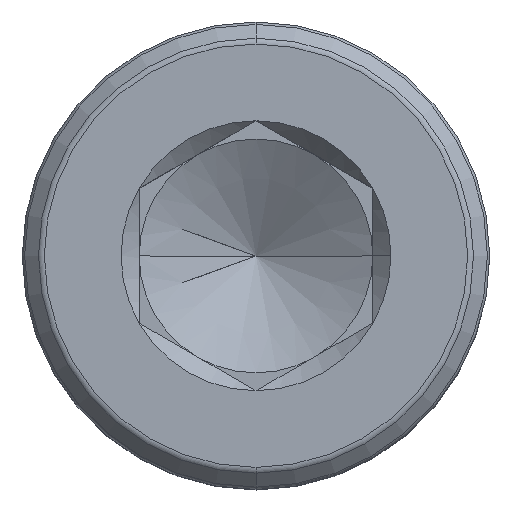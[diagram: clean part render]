
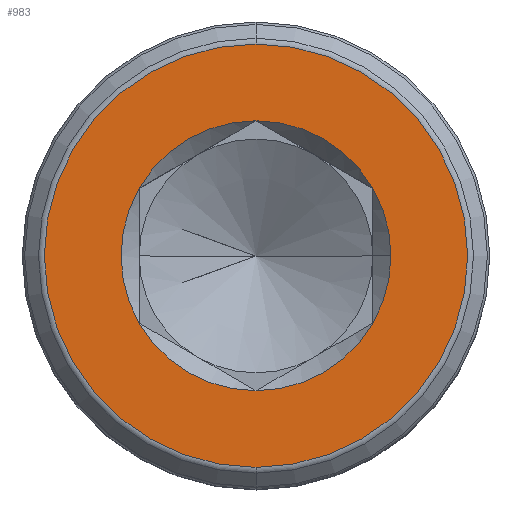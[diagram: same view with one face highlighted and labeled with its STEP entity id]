
A CAD part, top view. The second image highlights one B-rep face of the part: STEP entity #983.
In plain terms, the highlighted planar face has unit normal (0, 0, 1).
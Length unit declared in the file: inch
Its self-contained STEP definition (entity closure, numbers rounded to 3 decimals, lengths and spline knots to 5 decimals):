
#26 = VERTEX_POINT ( 'NONE', #599 ) ;
#29 = DIRECTION ( 'NONE',  ( 0., 0., 1. ) ) ;
#38 = CARTESIAN_POINT ( 'NONE',  ( 0., 0., 0.875 ) ) ;
#61 = ORIENTED_EDGE ( 'NONE', *, *, #302, .F. ) ;
#65 = AXIS2_PLACEMENT_3D ( 'NONE', #630, #29, #107 ) ;
#69 = EDGE_CURVE ( 'NONE', #360, #1013, #445, .T. ) ;
#73 = CARTESIAN_POINT ( 'NONE',  ( 0., -0.10825, 0.875 ) ) ;
#107 = DIRECTION ( 'NONE',  ( 1., 0., 0. ) ) ;
#110 = CARTESIAN_POINT ( 'NONE',  ( 0., 0., 0.875 ) ) ;
#117 = VERTEX_POINT ( 'NONE', #1031 ) ;
#142 = AXIS2_PLACEMENT_3D ( 'NONE', #400, #1101, #330 ) ;
#151 = CARTESIAN_POINT ( 'NONE',  ( 0., 0., 0.875 ) ) ;
#161 = CIRCLE ( 'NONE', #451, 0.16978 ) ;
#195 = DIRECTION ( 'NONE',  ( 1., 0., 0. ) ) ;
#217 = CARTESIAN_POINT ( 'NONE',  ( 0.09375, 0.05413, 0.875 ) ) ;
#249 = EDGE_LOOP ( 'NONE', ( #1078, #579 ) ) ;
#278 = EDGE_CURVE ( 'NONE', #26, #492, #929, .T. ) ;
#299 = AXIS2_PLACEMENT_3D ( 'NONE', #889, #804, #808 ) ;
#302 = EDGE_CURVE ( 'NONE', #492, #915, #371, .T. ) ;
#330 = DIRECTION ( 'NONE',  ( 0., 1., 0. ) ) ;
#342 = EDGE_CURVE ( 'NONE', #117, #1109, #161, .T. ) ;
#348 = DIRECTION ( 'NONE',  ( 0., 0., 1. ) ) ;
#351 = CARTESIAN_POINT ( 'NONE',  ( 0., 0.16978, 0.875 ) ) ;
#360 = VERTEX_POINT ( 'NONE', #814 ) ;
#371 = CIRCLE ( 'NONE', #299, 0.10825 ) ;
#373 = EDGE_CURVE ( 'NONE', #915, #383, #1058, .T. ) ;
#383 = VERTEX_POINT ( 'NONE', #462 ) ;
#384 = CIRCLE ( 'NONE', #683, 0.16978 ) ;
#385 = EDGE_LOOP ( 'NONE', ( #700, #61, #970, #437, #777, #758, #1083 ) ) ;
#400 = CARTESIAN_POINT ( 'NONE',  ( 0., 0.16978, 0.875 ) ) ;
#437 = ORIENTED_EDGE ( 'NONE', *, *, #1022, .F. ) ;
#442 = CIRCLE ( 'NONE', #883, 0.10825 ) ;
#445 = CIRCLE ( 'NONE', #798, 0.10825 ) ;
#451 = AXIS2_PLACEMENT_3D ( 'NONE', #38, #542, #725 ) ;
#462 = CARTESIAN_POINT ( 'NONE',  ( -0.09375, 0.05413, 0.875 ) ) ;
#492 = VERTEX_POINT ( 'NONE', #217 ) ;
#496 = PLANE ( 'NONE',  #142 ) ;
#523 = DIRECTION ( 'NONE',  ( 1., 0., 0. ) ) ;
#537 = VERTEX_POINT ( 'NONE', #671 ) ;
#542 = DIRECTION ( 'NONE',  ( 0., 0., 1. ) ) ;
#557 = FACE_OUTER_BOUND ( 'NONE', #249, .T. ) ;
#571 = DIRECTION ( 'NONE',  ( 0., 0., 1. ) ) ;
#574 = CARTESIAN_POINT ( 'NONE',  ( 0., 0.10825, 0.875 ) ) ;
#577 = EDGE_CURVE ( 'NONE', #1109, #117, #384, .T. ) ;
#579 = ORIENTED_EDGE ( 'NONE', *, *, #577, .T. ) ;
#594 = FACE_BOUND ( 'NONE', #385, .T. ) ;
#599 = CARTESIAN_POINT ( 'NONE',  ( 0.10825, 0., 0.875 ) ) ;
#602 = DIRECTION ( 'NONE',  ( 0., 0., 1. ) ) ;
#617 = CARTESIAN_POINT ( 'NONE',  ( 0., 0., 0.875 ) ) ;
#624 = CIRCLE ( 'NONE', #841, 0.10825 ) ;
#630 = CARTESIAN_POINT ( 'NONE',  ( 0., 0., 0.875 ) ) ;
#634 = DIRECTION ( 'NONE',  ( 0., 0., 1. ) ) ;
#671 = CARTESIAN_POINT ( 'NONE',  ( 0.09375, -0.05413, 0.875 ) ) ;
#683 = AXIS2_PLACEMENT_3D ( 'NONE', #617, #695, #707 ) ;
#685 = DIRECTION ( 'NONE',  ( 0., 0., 1. ) ) ;
#695 = DIRECTION ( 'NONE',  ( 0., 0., 1. ) ) ;
#700 = ORIENTED_EDGE ( 'NONE', *, *, #373, .F. ) ;
#707 = DIRECTION ( 'NONE',  ( 0., -1., 0. ) ) ;
#709 = EDGE_CURVE ( 'NONE', #1013, #537, #442, .T. ) ;
#725 = DIRECTION ( 'NONE',  ( 0., -1., 0. ) ) ;
#758 = ORIENTED_EDGE ( 'NONE', *, *, #69, .F. ) ;
#760 = EDGE_CURVE ( 'NONE', #383, #360, #869, .T. ) ;
#762 = DIRECTION ( 'NONE',  ( 1., 0., 0. ) ) ;
#777 = ORIENTED_EDGE ( 'NONE', *, *, #709, .F. ) ;
#798 = AXIS2_PLACEMENT_3D ( 'NONE', #151, #685, #762 ) ;
#804 = DIRECTION ( 'NONE',  ( 0., 0., 1. ) ) ;
#808 = DIRECTION ( 'NONE',  ( 1., 0., 0. ) ) ;
#814 = CARTESIAN_POINT ( 'NONE',  ( -0.09375, -0.05413, 0.875 ) ) ;
#841 = AXIS2_PLACEMENT_3D ( 'NONE', #1015, #602, #523 ) ;
#861 = CARTESIAN_POINT ( 'NONE',  ( 0., 0., 0.875 ) ) ;
#869 = CIRCLE ( 'NONE', #1046, 0.10825 ) ;
#883 = AXIS2_PLACEMENT_3D ( 'NONE', #110, #634, #195 ) ;
#889 = CARTESIAN_POINT ( 'NONE',  ( 0., 0., 0.875 ) ) ;
#914 = DIRECTION ( 'NONE',  ( 1., 0., 0. ) ) ;
#915 = VERTEX_POINT ( 'NONE', #574 ) ;
#929 = CIRCLE ( 'NONE', #1112, 0.10825 ) ;
#953 = DIRECTION ( 'NONE',  ( 1., 0., 0. ) ) ;
#970 = ORIENTED_EDGE ( 'NONE', *, *, #278, .F. ) ;
#983 = ADVANCED_FACE ( 'NONE', ( #594, #557 ), #496, .F. ) ;
#1000 = CARTESIAN_POINT ( 'NONE',  ( 0., 0., 0.875 ) ) ;
#1013 = VERTEX_POINT ( 'NONE', #73 ) ;
#1015 = CARTESIAN_POINT ( 'NONE',  ( 0., 0., 0.875 ) ) ;
#1022 = EDGE_CURVE ( 'NONE', #537, #26, #624, .T. ) ;
#1031 = CARTESIAN_POINT ( 'NONE',  ( 0., -0.16978, 0.875 ) ) ;
#1046 = AXIS2_PLACEMENT_3D ( 'NONE', #1000, #571, #914 ) ;
#1058 = CIRCLE ( 'NONE', #65, 0.10825 ) ;
#1078 = ORIENTED_EDGE ( 'NONE', *, *, #342, .T. ) ;
#1083 = ORIENTED_EDGE ( 'NONE', *, *, #760, .F. ) ;
#1101 = DIRECTION ( 'NONE',  ( 0., 0., -1. ) ) ;
#1109 = VERTEX_POINT ( 'NONE', #351 ) ;
#1112 = AXIS2_PLACEMENT_3D ( 'NONE', #861, #348, #953 ) ;
